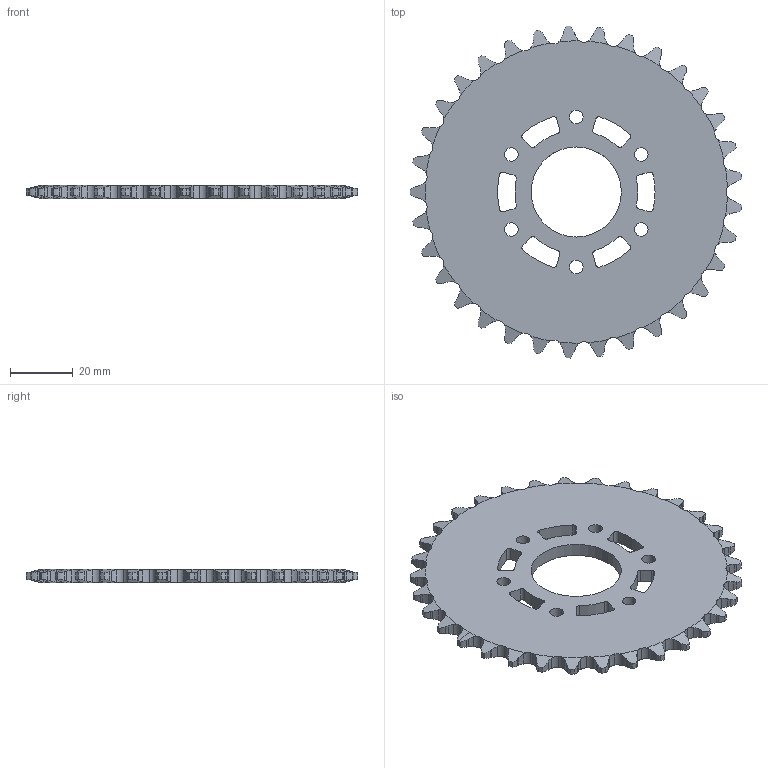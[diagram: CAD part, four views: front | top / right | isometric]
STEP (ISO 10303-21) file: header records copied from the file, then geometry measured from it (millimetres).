
FILE_DESCRIPTION (( 'STEP AP203' ), '1' );
FILE_NAME ('217-2650.20121204.STEP', '2012-12-05T02:10:04', ( 'svradm' ), ( 'Microsoft' ), 'SwSTEP 2.0', 'SolidWorks 2012', '' );
FILE_SCHEMA (( 'CONFIG_CONTROL_DESIGN' ));
Length unit declared in the file: inch
Products named in the file (1): 217-2650.20121204
Bounding box: 105.29 x 105.4 x 4.29 mm (x, y, z)
Volume: 28112.2 mm3; surface area: 16613.9 mm2
Topology: 1 solids, 1 shells, 436 faces, 1302 edges, 868 vertices
Faces by surface type: cylinder 289, plane 80, cone 67
Entity records: 15651 total; most frequent: CARTESIAN_POINT 4455, ORIENTED_EDGE 2604, DIRECTION 2030, EDGE_CURVE 1302, VERTEX_POINT 868, AXIS2_PLACEMENT_3D 819, B_SPLINE_CURVE_WITH_KNOTS 528, EDGE_LOOP 462
